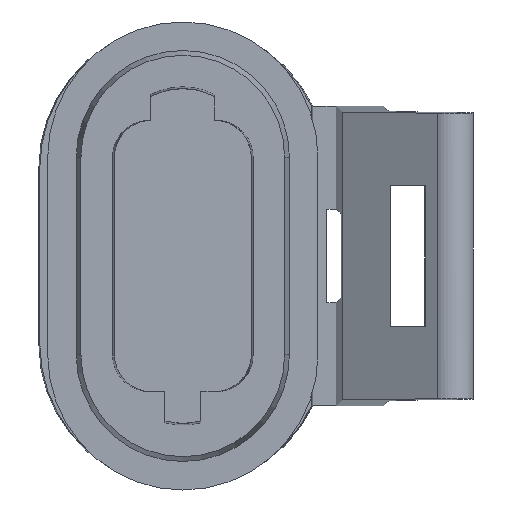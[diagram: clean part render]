
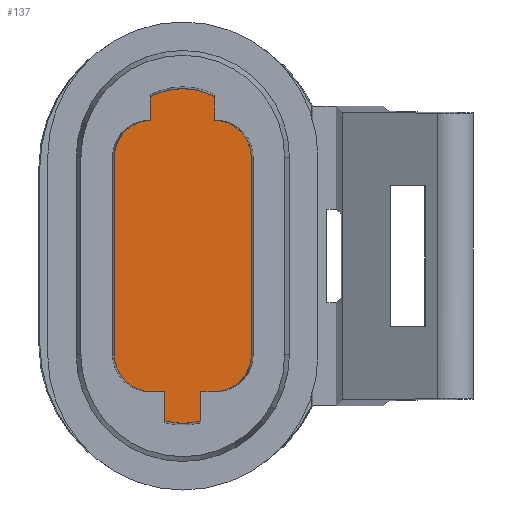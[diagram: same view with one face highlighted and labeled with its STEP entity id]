
A CAD part, front view. The second image highlights one B-rep face of the part: STEP entity #137.
In plain terms, the highlighted planar face has unit normal (0, -1, 0).
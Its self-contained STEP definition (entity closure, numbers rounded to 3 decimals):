
#60=B_SPLINE_CURVE_WITH_KNOTS('',3,(#1914,#1915,#1916,#1917,#1918,#1919,
#1920,#1921,#1922,#1923,#1924,#1925,#1926,#1927,#1928,#1929),
 .UNSPECIFIED.,.F.,.F.,(4,3,3,3,3,4),(0.,0.215,0.43,
0.645,0.86,1.),.UNSPECIFIED.);
#61=B_SPLINE_CURVE_WITH_KNOTS('',1,(#1931,#1932),.UNSPECIFIED.,.F.,.F.,
(2,2),(0.,1.),.UNSPECIFIED.);
#62=B_SPLINE_CURVE_WITH_KNOTS('',3,(#1934,#1935,#1936,#1937,#1938,#1939,
#1940,#1941,#1942,#1943,#1944,#1945,#1946,#1947,#1948,#1949),
 .UNSPECIFIED.,.F.,.F.,(4,3,3,3,3,4),(0.,0.217,0.434,
0.652,0.869,1.),.UNSPECIFIED.);
#78=ELLIPSE('',#1327,1.55,1.55);
#79=ELLIPSE('',#1328,1.55,1.55);
#123=CIRCLE('',#1325,2.875);
#124=CIRCLE('',#1326,2.875);
#137=ADVANCED_FACE('',(#245),#205,.T.);
#205=PLANE('',#1329);
#245=FACE_OUTER_BOUND('',#317,.T.);
#317=EDGE_LOOP('',(#441,#442,#443,#444,#445,#446,#447,#448,#449,#450,#451,
#452,#453,#454));
#441=ORIENTED_EDGE('',*,*,#929,.T.);
#442=ORIENTED_EDGE('',*,*,#930,.T.);
#443=ORIENTED_EDGE('',*,*,#931,.T.);
#444=ORIENTED_EDGE('',*,*,#932,.T.);
#445=ORIENTED_EDGE('',*,*,#933,.T.);
#446=ORIENTED_EDGE('',*,*,#934,.F.);
#447=ORIENTED_EDGE('',*,*,#935,.F.);
#448=ORIENTED_EDGE('',*,*,#936,.F.);
#449=ORIENTED_EDGE('',*,*,#937,.F.);
#450=ORIENTED_EDGE('',*,*,#938,.F.);
#451=ORIENTED_EDGE('',*,*,#939,.F.);
#452=ORIENTED_EDGE('',*,*,#940,.T.);
#453=ORIENTED_EDGE('',*,*,#941,.F.);
#454=ORIENTED_EDGE('',*,*,#942,.T.);
#809=VERTEX_POINT('',#1906);
#810=VERTEX_POINT('',#1907);
#811=VERTEX_POINT('',#1909);
#812=VERTEX_POINT('',#1911);
#813=VERTEX_POINT('',#1913);
#814=VERTEX_POINT('',#1930);
#815=VERTEX_POINT('',#1933);
#816=VERTEX_POINT('',#1950);
#817=VERTEX_POINT('',#1952);
#818=VERTEX_POINT('',#1954);
#819=VERTEX_POINT('',#1956);
#820=VERTEX_POINT('',#1958);
#821=VERTEX_POINT('',#1960);
#822=VERTEX_POINT('',#1962);
#929=EDGE_CURVE('',#809,#810,#1088,.T.);
#930=EDGE_CURVE('',#810,#811,#123,.T.);
#931=EDGE_CURVE('',#811,#812,#1089,.T.);
#932=EDGE_CURVE('',#812,#813,#1090,.T.);
#933=EDGE_CURVE('',#813,#814,#60,.T.);
#934=EDGE_CURVE('',#815,#814,#61,.T.);
#935=EDGE_CURVE('',#816,#815,#62,.T.);
#936=EDGE_CURVE('',#817,#816,#1091,.T.);
#937=EDGE_CURVE('',#818,#817,#124,.T.);
#938=EDGE_CURVE('',#819,#818,#1092,.T.);
#939=EDGE_CURVE('',#820,#819,#78,.T.);
#940=EDGE_CURVE('',#820,#821,#1093,.T.);
#941=EDGE_CURVE('',#822,#821,#79,.T.);
#942=EDGE_CURVE('',#822,#809,#1094,.T.);
#1088=LINE('',#1905,#1210);
#1089=LINE('',#1910,#1211);
#1090=LINE('',#1912,#1212);
#1091=LINE('',#1951,#1213);
#1092=LINE('',#1955,#1214);
#1093=LINE('',#1959,#1215);
#1094=LINE('',#1963,#1216);
#1210=VECTOR('',#1499,1.);
#1211=VECTOR('',#1502,1.);
#1212=VECTOR('',#1503,1.);
#1213=VECTOR('',#1504,1.);
#1214=VECTOR('',#1507,1.);
#1215=VECTOR('',#1510,1.);
#1216=VECTOR('',#1513,1.);
#1325=AXIS2_PLACEMENT_3D('',#1908,#1500,#1501);
#1326=AXIS2_PLACEMENT_3D('',#1953,#1505,#1506);
#1327=AXIS2_PLACEMENT_3D('',#1957,#1508,#1509);
#1328=AXIS2_PLACEMENT_3D('',#1961,#1511,#1512);
#1329=AXIS2_PLACEMENT_3D('',#1964,#1514,#1515);
#1499=DIRECTION('',(0.,0.,-1.));
#1500=DIRECTION('',(0.,-1.,0.));
#1501=DIRECTION('',(0.,0.,-1.));
#1502=DIRECTION('',(0.,0.,1.));
#1503=DIRECTION('',(1.,0.,0.));
#1504=DIRECTION('',(0.,0.,-1.));
#1505=DIRECTION('',(0.,1.,0.));
#1506=DIRECTION('',(0.,0.,-1.));
#1507=DIRECTION('',(0.,0.,1.));
#1508=DIRECTION('',(0.,1.,0.));
#1509=DIRECTION('',(-1.,0.,0.));
#1510=DIRECTION('',(0.,0.,-1.));
#1511=DIRECTION('',(0.,1.,0.));
#1512=DIRECTION('',(1.,0.,0.));
#1513=DIRECTION('',(1.,0.,0.));
#1514=DIRECTION('',(0.,-1.,0.));
#1515=DIRECTION('',(-1.,0.,0.));
#1905=CARTESIAN_POINT('',(1.728,0.,6.107));
#1906=CARTESIAN_POINT('',(1.728,0.,-3.75));
#1907=CARTESIAN_POINT('',(1.728,0.,-4.982));
#1908=CARTESIAN_POINT('',(2.478,0.,-2.207));
#1909=CARTESIAN_POINT('',(3.228,0.,-4.982));
#1910=CARTESIAN_POINT('',(3.228,0.,6.107));
#1911=CARTESIAN_POINT('',(3.228,0.,-3.75));
#1912=CARTESIAN_POINT('',(0.,0.,-3.75));
#1913=CARTESIAN_POINT('',(3.803,0.,-3.75));
#1914=CARTESIAN_POINT('',(3.803,0.,-3.75));
#1915=CARTESIAN_POINT('',(3.977,0.,-3.75));
#1916=CARTESIAN_POINT('',(4.153,0.,-3.72));
#1917=CARTESIAN_POINT('',(4.317,0.,-3.663));
#1918=CARTESIAN_POINT('',(4.48,0.,-3.605));
#1919=CARTESIAN_POINT('',(4.636,0.,-3.519));
#1920=CARTESIAN_POINT('',(4.772,0.,-3.41));
#1921=CARTESIAN_POINT('',(4.907,0.,-3.302));
#1922=CARTESIAN_POINT('',(5.026,0.,-3.169));
#1923=CARTESIAN_POINT('',(5.118,0.,-3.022));
#1924=CARTESIAN_POINT('',(5.21,0.,-2.874));
#1925=CARTESIAN_POINT('',(5.278,0.,-2.709));
#1926=CARTESIAN_POINT('',(5.316,0.,-2.54));
#1927=CARTESIAN_POINT('',(5.341,0.,-2.429));
#1928=CARTESIAN_POINT('',(5.353,0.,-2.314));
#1929=CARTESIAN_POINT('',(5.353,0.,-2.2));
#1930=CARTESIAN_POINT('',(5.353,0.,-2.2));
#1931=CARTESIAN_POINT('',(5.353,0.,6.1));
#1932=CARTESIAN_POINT('',(5.353,0.,-2.2));
#1933=CARTESIAN_POINT('',(5.353,0.,6.1));
#1934=CARTESIAN_POINT('',(3.828,0.,7.65));
#1935=CARTESIAN_POINT('',(4.002,0.,7.647));
#1936=CARTESIAN_POINT('',(4.177,0.,7.614));
#1937=CARTESIAN_POINT('',(4.34,0.,7.554));
#1938=CARTESIAN_POINT('',(4.503,0.,7.494));
#1939=CARTESIAN_POINT('',(4.657,0.,7.405));
#1940=CARTESIAN_POINT('',(4.791,0.,7.295));
#1941=CARTESIAN_POINT('',(4.925,0.,7.184));
#1942=CARTESIAN_POINT('',(5.041,0.,7.049));
#1943=CARTESIAN_POINT('',(5.131,0.,6.9));
#1944=CARTESIAN_POINT('',(5.22,0.,6.752));
#1945=CARTESIAN_POINT('',(5.286,0.,6.586));
#1946=CARTESIAN_POINT('',(5.321,0.,6.416));
#1947=CARTESIAN_POINT('',(5.343,0.,6.312));
#1948=CARTESIAN_POINT('',(5.353,0.,6.206));
#1949=CARTESIAN_POINT('',(5.353,0.,6.1));
#1950=CARTESIAN_POINT('',(3.828,0.,7.65));
#1951=CARTESIAN_POINT('',(3.828,0.,1.85));
#1952=CARTESIAN_POINT('',(3.828,0.,8.645));
#1953=CARTESIAN_POINT('',(2.478,0.,6.107));
#1954=CARTESIAN_POINT('',(1.128,0.,8.645));
#1955=CARTESIAN_POINT('',(1.128,0.,1.85));
#1956=CARTESIAN_POINT('',(1.128,0.,7.65));
#1957=CARTESIAN_POINT('',(1.154,0.,6.1));
#1958=CARTESIAN_POINT('',(-0.397,0.,6.1));
#1959=CARTESIAN_POINT('',(-0.397,0.,6.107));
#1960=CARTESIAN_POINT('',(-0.397,0.,-2.2));
#1961=CARTESIAN_POINT('',(1.154,0.,-2.2));
#1962=CARTESIAN_POINT('',(1.154,0.,-3.75));
#1963=CARTESIAN_POINT('',(0.,0.,-3.75));
#1964=CARTESIAN_POINT('',(4.163,0.,1.85));
